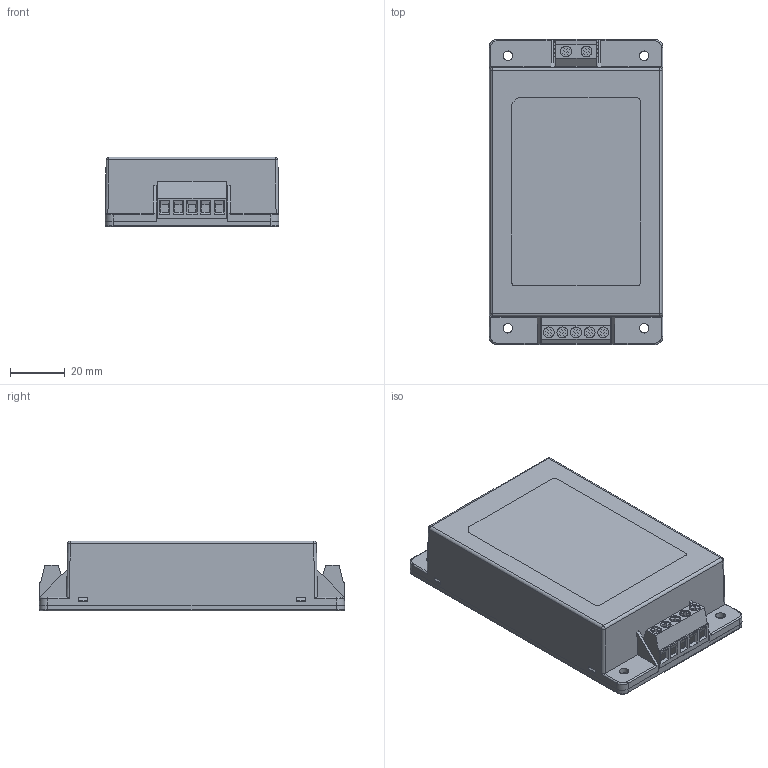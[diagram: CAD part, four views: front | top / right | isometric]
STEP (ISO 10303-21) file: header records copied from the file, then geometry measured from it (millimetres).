
FILE_DESCRIPTION (( 'STEP AP214' ), '1' );
FILE_NAME ('tmp30-chassis-version.STEP', '2015-02-20T08:44:59', ( '' ), ( '' ), 'SwSTEP 2.0', 'SolidWorks 2013', '' );
FILE_SCHEMA (( 'AUTOMOTIVE_DESIGN' ));
Length unit declared in the file: millimetre
Products named in the file (5): Connect(5); Connect(2); TMP 30 Base; TMP 30 Cover; tmp30-chassis-version
Assembly tree (4 placements, depth 2):
  tmp30-chassis-version
    TMP 30 Cover
    TMP 30 Base
    Connect(2)
    Connect(5)
Bounding box: 63.8 x 112 x 25.6 mm (x, y, z)
Volume: 25544.9 mm3; surface area: 48918.8 mm2
Topology: 4 solids, 4 shells, 714 faces, 1900 edges, 1236 vertices
Faces by surface type: plane 489, cylinder 185, bspline 36, cone 4
Entity records: 25238 total; most frequent: CARTESIAN_POINT 7468, ORIENTED_EDGE 3782, DIRECTION 3355, EDGE_CURVE 1891, LINE 1443, VECTOR 1443, VERTEX_POINT 1236, AXIS2_PLACEMENT_3D 956
